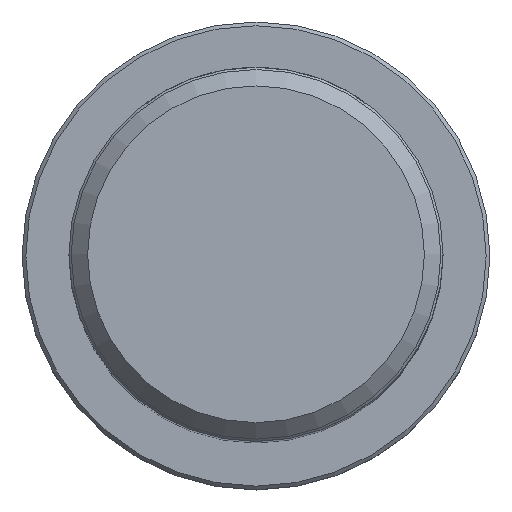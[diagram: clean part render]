
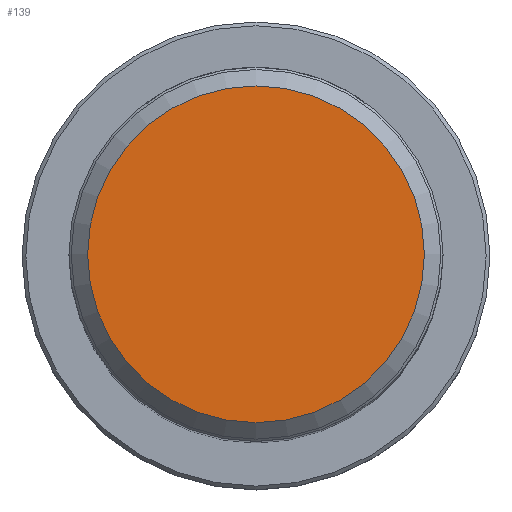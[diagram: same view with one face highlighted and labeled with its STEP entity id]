
A CAD part, top view. The second image highlights one B-rep face of the part: STEP entity #139.
In plain terms, the highlighted planar face has unit normal (0, 0, 1).
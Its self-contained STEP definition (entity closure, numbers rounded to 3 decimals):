
#103=FACE_OUTER_BOUND('',#217,.T.);
#125=PLANE('',#440);
#139=ADVANCED_FACE('CU_SU_2',(#103),#125,.F.);
#217=EDGE_LOOP('',(#259));
#259=ORIENTED_EDGE('',*,*,#326,.F.);
#302=VERTEX_POINT('',#622);
#326=EDGE_CURVE('',#302,#302,#351,.T.);
#351=CIRCLE('',#439,8.997);
#439=AXIS2_PLACEMENT_3D('',#621,#517,#518);
#440=AXIS2_PLACEMENT_3D('',#623,#519,#520);
#517=DIRECTION('',(0.,0.,-1.));
#518=DIRECTION('',(-1.,0.,0.));
#519=DIRECTION('',(0.,0.,-1.));
#520=DIRECTION('',(-1.,0.,0.));
#621=CARTESIAN_POINT('',(0.,0.,50.));
#622=CARTESIAN_POINT('',(-8.997,0.,50.));
#623=CARTESIAN_POINT('',(0.,0.,50.));
